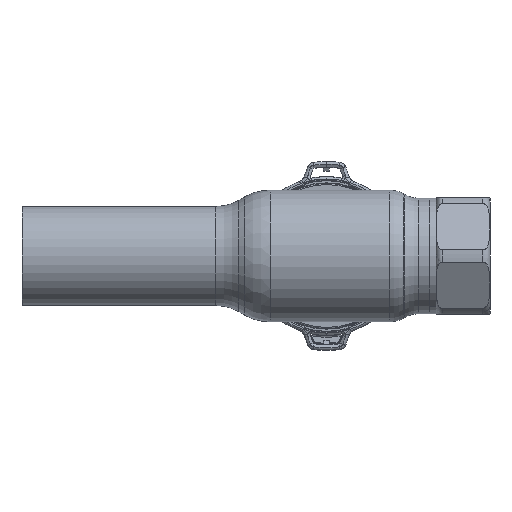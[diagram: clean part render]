
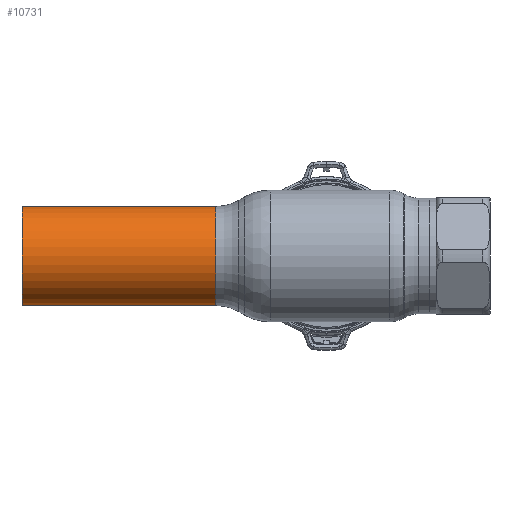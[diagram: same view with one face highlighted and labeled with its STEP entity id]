
A CAD part, front view. The second image highlights one B-rep face of the part: STEP entity #10731.
In plain terms, the highlighted cylindrical face has radius 21.2 mm (diameter 42.4 mm), a partial arc.
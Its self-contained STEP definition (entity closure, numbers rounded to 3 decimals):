
#176 = LINE ( 'NONE', #14720, #2592 ) ;
#1536 = CIRCLE ( 'NONE', #21166, 21.2 ) ;
#2477 = ORIENTED_EDGE ( 'NONE', *, *, #26196, .T. ) ;
#2591 = CYLINDRICAL_SURFACE ( 'NONE', #25975, 21.2 ) ;
#2592 = VECTOR ( 'NONE', #31379, 1000. ) ;
#3193 = DIRECTION ( 'NONE',  ( -1., 0., 0. ) ) ;
#5809 = EDGE_CURVE ( 'NONE', #24057, #12312, #1536, .T. ) ;
#6331 = ORIENTED_EDGE ( 'NONE', *, *, #5809, .F. ) ;
#6818 = CIRCLE ( 'NONE', #27670, 21.2 ) ;
#8811 = EDGE_CURVE ( 'NONE', #13705, #24057, #19804, .T. ) ;
#10731 = ADVANCED_FACE ( 'NONE', ( #19591 ), #2591, .T. ) ;
#11354 = DIRECTION ( 'NONE',  ( -1., 0., 0. ) ) ;
#11406 = CARTESIAN_POINT ( 'NONE',  ( -130.5, 0., 21.2 ) ) ;
#11658 = EDGE_LOOP ( 'NONE', ( #14902, #15455, #2477, #6331 ) ) ;
#11716 = CARTESIAN_POINT ( 'NONE',  ( -47.57, 0., -21.2 ) ) ;
#12312 = VERTEX_POINT ( 'NONE', #11406 ) ;
#13673 = DIRECTION ( 'NONE',  ( -1., 0., 0. ) ) ;
#13705 = VERTEX_POINT ( 'NONE', #11716 ) ;
#14720 = CARTESIAN_POINT ( 'NONE',  ( -62.69, 0., 21.2 ) ) ;
#14902 = ORIENTED_EDGE ( 'NONE', *, *, #8811, .F. ) ;
#15455 = ORIENTED_EDGE ( 'NONE', *, *, #26829, .T. ) ;
#17428 = VECTOR ( 'NONE', #3193, 1000. ) ;
#17737 = CARTESIAN_POINT ( 'NONE',  ( -47.57, 0., 21.2 ) ) ;
#19591 = FACE_OUTER_BOUND ( 'NONE', #11658, .T. ) ;
#19804 = LINE ( 'NONE', #20552, #17428 ) ;
#19833 = CARTESIAN_POINT ( 'NONE',  ( -47.57, 0., 0. ) ) ;
#19966 = DIRECTION ( 'NONE',  ( 0., 0., 1. ) ) ;
#20552 = CARTESIAN_POINT ( 'NONE',  ( -62.69, 0., -21.2 ) ) ;
#21166 = AXIS2_PLACEMENT_3D ( 'NONE', #35755, #29975, #35375 ) ;
#22087 = DIRECTION ( 'NONE',  ( 0., 0., 1. ) ) ;
#24057 = VERTEX_POINT ( 'NONE', #31594 ) ;
#25975 = AXIS2_PLACEMENT_3D ( 'NONE', #36933, #11354, #19966 ) ;
#26196 = EDGE_CURVE ( 'NONE', #32541, #12312, #176, .T. ) ;
#26829 = EDGE_CURVE ( 'NONE', #13705, #32541, #6818, .T. ) ;
#27670 = AXIS2_PLACEMENT_3D ( 'NONE', #19833, #13673, #22087 ) ;
#29975 = DIRECTION ( 'NONE',  ( -1., 0., 0. ) ) ;
#31379 = DIRECTION ( 'NONE',  ( -1., 0., 0. ) ) ;
#31594 = CARTESIAN_POINT ( 'NONE',  ( -130.5, 0., -21.2 ) ) ;
#32541 = VERTEX_POINT ( 'NONE', #17737 ) ;
#35375 = DIRECTION ( 'NONE',  ( 0., -1., 0. ) ) ;
#35755 = CARTESIAN_POINT ( 'NONE',  ( -130.5, 0., 0. ) ) ;
#36933 = CARTESIAN_POINT ( 'NONE',  ( -62.69, 0., 0. ) ) ;
